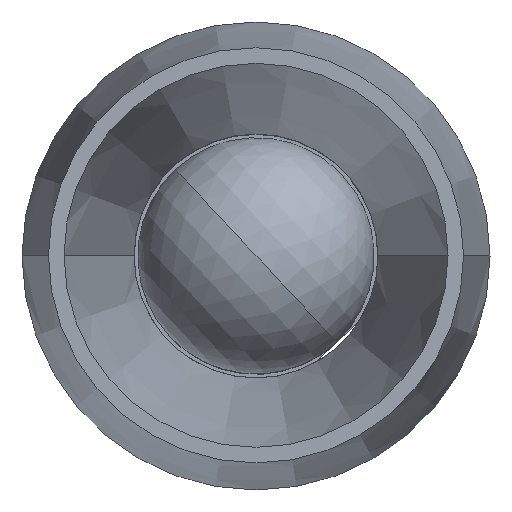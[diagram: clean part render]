
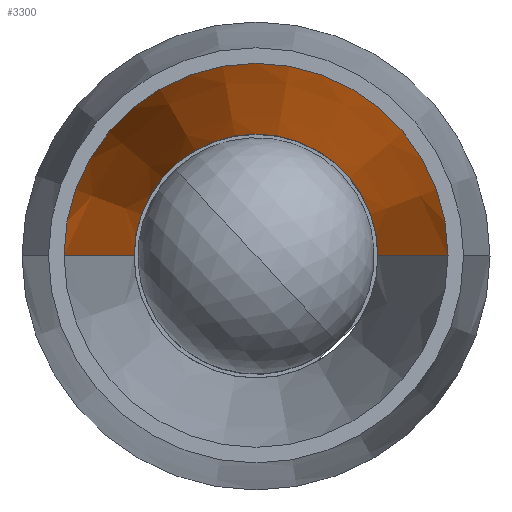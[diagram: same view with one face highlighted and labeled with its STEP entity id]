
A CAD part, top view. The second image highlights one B-rep face of the part: STEP entity #3300.
In plain terms, the highlighted conical face has half-angle 10.5 degrees and reference radius 4.064 mm.
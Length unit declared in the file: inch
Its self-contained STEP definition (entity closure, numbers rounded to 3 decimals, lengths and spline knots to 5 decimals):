
#558 = CARTESIAN_POINT ( 'NONE',  ( 0.10162, 0., 0. ) ) ;
#654 = CIRCLE ( 'NONE', #6589, 0.16 ) ;
#929 = LINE ( 'NONE', #7955, #1991 ) ;
#1156 = CONICAL_SURFACE ( 'NONE', #1549, 0.16, 0.183 ) ;
#1549 = AXIS2_PLACEMENT_3D ( 'NONE', #7586, #3909, #4498 ) ;
#1991 = VECTOR ( 'NONE', #4254, 39.37008 ) ;
#2302 = CARTESIAN_POINT ( 'NONE',  ( -0.16, 0., 0.315 ) ) ;
#2489 = CIRCLE ( 'NONE', #3585, 0.10162 ) ;
#2622 = EDGE_CURVE ( 'NONE', #3730, #4016, #654, .T. ) ;
#2863 = VECTOR ( 'NONE', #3136, 39.37008 ) ;
#3136 = DIRECTION ( 'NONE',  ( -0.182, 0., 0.983 ) ) ;
#3204 = DIRECTION ( 'NONE',  ( 0., 0., 1. ) ) ;
#3261 = ORIENTED_EDGE ( 'NONE', *, *, #6951, .F. ) ;
#3300 = ADVANCED_FACE ( 'NONE', ( #7730 ), #1156, .F. ) ;
#3585 = AXIS2_PLACEMENT_3D ( 'NONE', #7431, #3728, #6361 ) ;
#3728 = DIRECTION ( 'NONE',  ( 0., 0., 1. ) ) ;
#3730 = VERTEX_POINT ( 'NONE', #4893 ) ;
#3846 = EDGE_LOOP ( 'NONE', ( #3261, #7641, #6469, #6984 ) ) ;
#3909 = DIRECTION ( 'NONE',  ( 0., 0., 1. ) ) ;
#4016 = VERTEX_POINT ( 'NONE', #2302 ) ;
#4210 = EDGE_CURVE ( 'NONE', #5448, #6536, #2489, .T. ) ;
#4254 = DIRECTION ( 'NONE',  ( 0.182, 0., 0.983 ) ) ;
#4396 = CARTESIAN_POINT ( 'NONE',  ( -0.16, 0., 0.315 ) ) ;
#4498 = DIRECTION ( 'NONE',  ( 1., 0., 0. ) ) ;
#4529 = LINE ( 'NONE', #4396, #2863 ) ;
#4893 = CARTESIAN_POINT ( 'NONE',  ( 0.16, 0., 0.315 ) ) ;
#5448 = VERTEX_POINT ( 'NONE', #558 ) ;
#6361 = DIRECTION ( 'NONE',  ( 1., 0., 0. ) ) ;
#6469 = ORIENTED_EDGE ( 'NONE', *, *, #7650, .T. ) ;
#6536 = VERTEX_POINT ( 'NONE', #7657 ) ;
#6589 = AXIS2_PLACEMENT_3D ( 'NONE', #6916, #3204, #7544 ) ;
#6916 = CARTESIAN_POINT ( 'NONE',  ( 0., 0., 0.315 ) ) ;
#6951 = EDGE_CURVE ( 'NONE', #6536, #4016, #4529, .T. ) ;
#6984 = ORIENTED_EDGE ( 'NONE', *, *, #2622, .T. ) ;
#7431 = CARTESIAN_POINT ( 'NONE',  ( 0., 0., 0. ) ) ;
#7544 = DIRECTION ( 'NONE',  ( 1., 0., 0. ) ) ;
#7586 = CARTESIAN_POINT ( 'NONE',  ( 0., 0., 0.315 ) ) ;
#7641 = ORIENTED_EDGE ( 'NONE', *, *, #4210, .F. ) ;
#7650 = EDGE_CURVE ( 'NONE', #5448, #3730, #929, .T. ) ;
#7657 = CARTESIAN_POINT ( 'NONE',  ( -0.10162, 0., 0. ) ) ;
#7730 = FACE_OUTER_BOUND ( 'NONE', #3846, .T. ) ;
#7955 = CARTESIAN_POINT ( 'NONE',  ( 0.16, 0., 0.315 ) ) ;
